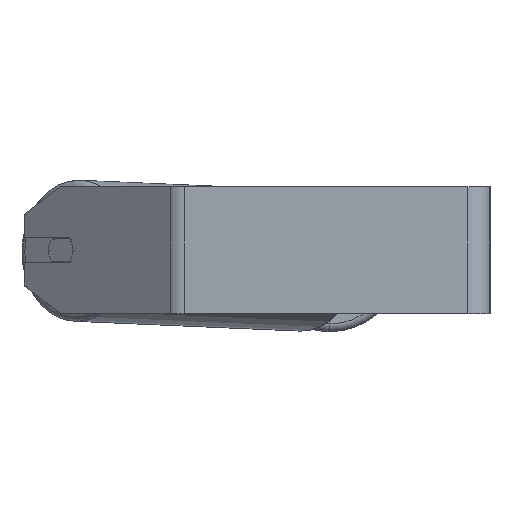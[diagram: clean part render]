
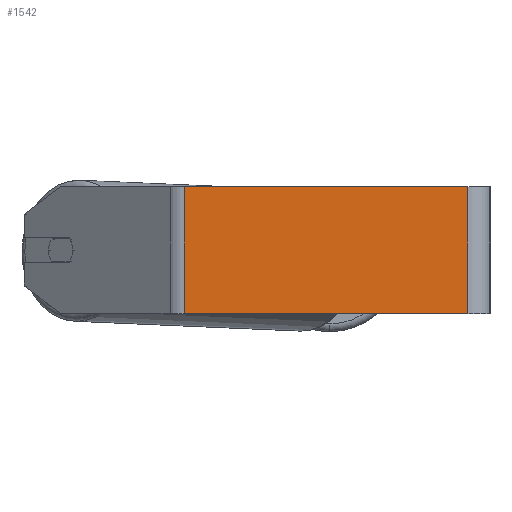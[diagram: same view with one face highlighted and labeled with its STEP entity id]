
A CAD part, left-side view. The second image highlights one B-rep face of the part: STEP entity #1542.
In plain terms, the highlighted planar face has unit normal (-1, 0, 0).
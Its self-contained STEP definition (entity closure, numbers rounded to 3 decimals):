
#184 = VERTEX_POINT ( 'NONE', #1947 ) ;
#241 = DIRECTION ( 'NONE',  ( 0., -1., 0. ) ) ;
#537 = ORIENTED_EDGE ( 'NONE', *, *, #3823, .F. ) ;
#894 = EDGE_CURVE ( 'NONE', #3391, #184, #6943, .T. ) ;
#1073 = VECTOR ( 'NONE', #2105, 1000. ) ;
#1115 = CARTESIAN_POINT ( 'NONE',  ( -400., 14., 40. ) ) ;
#1542 = ADVANCED_FACE ( 'NONE', ( #8652 ), #5635, .F. ) ;
#1888 = CARTESIAN_POINT ( 'NONE',  ( -400., 192.699, 40. ) ) ;
#1947 = CARTESIAN_POINT ( 'NONE',  ( -400., 14., -40. ) ) ;
#2009 = VERTEX_POINT ( 'NONE', #1888 ) ;
#2025 = ORIENTED_EDGE ( 'NONE', *, *, #8686, .F. ) ;
#2105 = DIRECTION ( 'NONE',  ( 0., 0., -1. ) ) ;
#2914 = ORIENTED_EDGE ( 'NONE', *, *, #6495, .T. ) ;
#3391 = VERTEX_POINT ( 'NONE', #7365 ) ;
#3813 = DIRECTION ( 'NONE',  ( 0., 0., -1. ) ) ;
#3823 = EDGE_CURVE ( 'NONE', #7244, #184, #7187, .T. ) ;
#4270 = CARTESIAN_POINT ( 'NONE',  ( -400., 192.699, 40. ) ) ;
#4501 = CARTESIAN_POINT ( 'NONE',  ( -400., 197.795, 40. ) ) ;
#4760 = LINE ( 'NONE', #4270, #1073 ) ;
#4996 = ORIENTED_EDGE ( 'NONE', *, *, #894, .T. ) ;
#5313 = CARTESIAN_POINT ( 'NONE',  ( -400., 14., 40. ) ) ;
#5635 = PLANE ( 'NONE',  #5806 ) ;
#5806 = AXIS2_PLACEMENT_3D ( 'NONE', #7016, #6967, #8378 ) ;
#5891 = LINE ( 'NONE', #4501, #6467 ) ;
#6467 = VECTOR ( 'NONE', #7791, 1000. ) ;
#6495 = EDGE_CURVE ( 'NONE', #2009, #3391, #4760, .T. ) ;
#6943 = LINE ( 'NONE', #6988, #8615 ) ;
#6967 = DIRECTION ( 'NONE',  ( 1., 0., 0. ) ) ;
#6988 = CARTESIAN_POINT ( 'NONE',  ( -400., 197.795, -40. ) ) ;
#7016 = CARTESIAN_POINT ( 'NONE',  ( -400., 197.795, 40. ) ) ;
#7187 = LINE ( 'NONE', #1115, #8232 ) ;
#7244 = VERTEX_POINT ( 'NONE', #5313 ) ;
#7365 = CARTESIAN_POINT ( 'NONE',  ( -400., 192.699, -40. ) ) ;
#7658 = EDGE_LOOP ( 'NONE', ( #4996, #537, #2025, #2914 ) ) ;
#7791 = DIRECTION ( 'NONE',  ( 0., -1., 0. ) ) ;
#8232 = VECTOR ( 'NONE', #3813, 1000. ) ;
#8378 = DIRECTION ( 'NONE',  ( 0., 0., -1. ) ) ;
#8615 = VECTOR ( 'NONE', #241, 1000. ) ;
#8652 = FACE_OUTER_BOUND ( 'NONE', #7658, .T. ) ;
#8686 = EDGE_CURVE ( 'NONE', #2009, #7244, #5891, .T. ) ;
